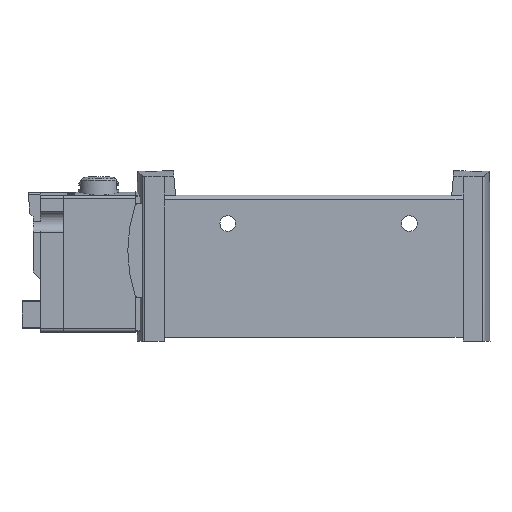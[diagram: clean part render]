
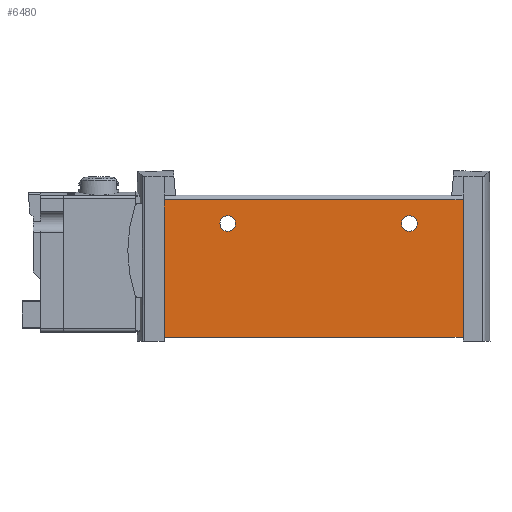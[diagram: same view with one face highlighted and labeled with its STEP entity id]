
A CAD part, top view. The second image highlights one B-rep face of the part: STEP entity #6480.
In plain terms, the highlighted planar face has unit normal (0, 0, 1).
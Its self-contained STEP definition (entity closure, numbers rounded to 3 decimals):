
#71=PLANE('',#6965);
#414=LINE('',#9944,#1096);
#417=LINE('',#9954,#1099);
#418=LINE('',#9956,#1100);
#419=LINE('',#9958,#1101);
#1096=VECTOR('',#7811,1000.);
#1099=VECTOR('',#7822,1000.);
#1100=VECTOR('',#7823,1000.);
#1101=VECTOR('',#7824,1000.);
#1744=CIRCLE('',#6966,1.6);
#1745=CIRCLE('',#6967,1.6);
#2189=ORIENTED_EDGE('',*,*,#4074,.F.);
#2190=ORIENTED_EDGE('',*,*,#4075,.F.);
#2191=ORIENTED_EDGE('',*,*,#4076,.T.);
#2192=ORIENTED_EDGE('',*,*,#4077,.F.);
#2193=ORIENTED_EDGE('',*,*,#4078,.F.);
#2194=ORIENTED_EDGE('',*,*,#4070,.T.);
#4070=EDGE_CURVE('',#5005,#5004,#414,.T.);
#4074=EDGE_CURVE('',#5006,#5006,#1744,.T.);
#4075=EDGE_CURVE('',#5007,#5007,#1745,.T.);
#4076=EDGE_CURVE('',#5004,#5008,#417,.T.);
#4077=EDGE_CURVE('',#5009,#5008,#418,.T.);
#4078=EDGE_CURVE('',#5005,#5009,#419,.T.);
#5004=VERTEX_POINT('',#9943);
#5005=VERTEX_POINT('',#9945);
#5006=VERTEX_POINT('',#9951);
#5007=VERTEX_POINT('',#9953);
#5008=VERTEX_POINT('',#9955);
#5009=VERTEX_POINT('',#9957);
#5536=EDGE_LOOP('',(#2189));
#5537=EDGE_LOOP('',(#2190));
#5538=EDGE_LOOP('',(#2191,#2192,#2193,#2194));
#5971=FACE_BOUND('',#5536,.T.);
#5972=FACE_BOUND('',#5537,.T.);
#5973=FACE_BOUND('',#5538,.T.);
#6480=ADVANCED_FACE('',(#5971,#5972,#5973),#71,.F.);
#6965=AXIS2_PLACEMENT_3D('',#9949,#7816,#7817);
#6966=AXIS2_PLACEMENT_3D('',#9950,#7818,#7819);
#6967=AXIS2_PLACEMENT_3D('',#9952,#7820,#7821);
#7811=DIRECTION('',(-1.,0.,0.));
#7816=DIRECTION('',(0.,0.,-1.));
#7817=DIRECTION('',(-1.,0.,0.));
#7818=DIRECTION('',(0.,0.,1.));
#7819=DIRECTION('',(1.,0.,0.));
#7820=DIRECTION('',(0.,0.,1.));
#7821=DIRECTION('',(1.,0.,0.));
#7822=DIRECTION('',(0.,-1.,0.));
#7823=DIRECTION('',(-1.,0.,0.));
#7824=DIRECTION('',(0.,-1.,0.));
#9943=CARTESIAN_POINT('',(-30.45,28.,7.2));
#9944=CARTESIAN_POINT('',(30.45,28.,7.2));
#9945=CARTESIAN_POINT('',(30.45,28.,7.2));
#9949=CARTESIAN_POINT('',(30.45,28.,7.2));
#9950=CARTESIAN_POINT('',(-17.5,23.2,7.2));
#9951=CARTESIAN_POINT('',(-15.9,23.2,7.2));
#9952=CARTESIAN_POINT('',(19.5,23.2,7.2));
#9953=CARTESIAN_POINT('',(21.1,23.2,7.2));
#9954=CARTESIAN_POINT('',(-30.45,28.,7.2));
#9955=CARTESIAN_POINT('',(-30.45,0.,7.2));
#9956=CARTESIAN_POINT('',(30.45,0.,7.2));
#9957=CARTESIAN_POINT('',(30.45,0.,7.2));
#9958=CARTESIAN_POINT('',(30.45,28.,7.2));
